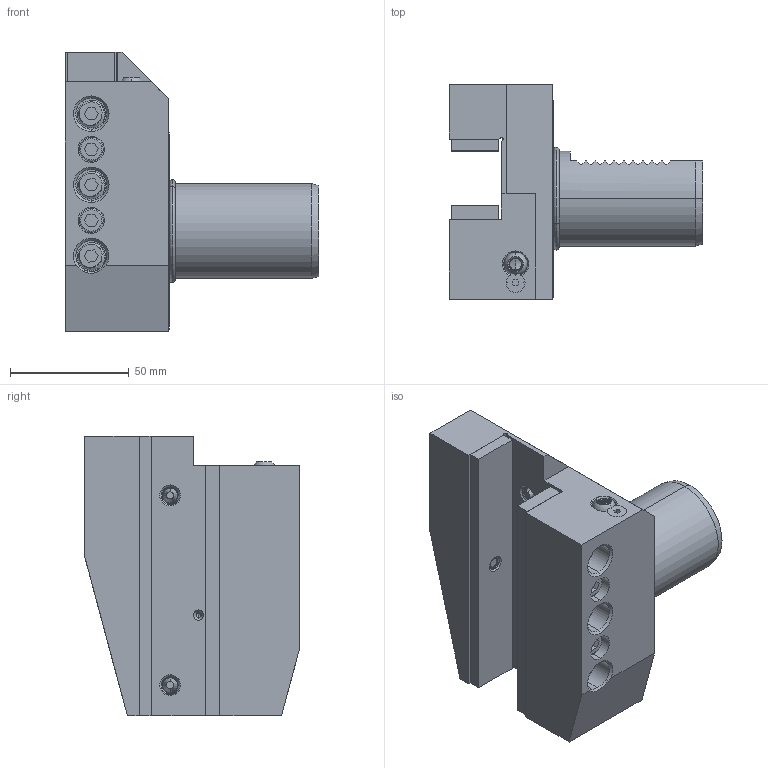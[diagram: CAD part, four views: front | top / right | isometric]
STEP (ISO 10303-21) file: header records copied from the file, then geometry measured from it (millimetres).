
FILE_DESCRIPTION (( 'STEP AP203' ), '1' );
FILE_NAME ('409.37.25.STEP', '2016-11-28T09:28:23', ( '' ), ( '' ), 'SwSTEP 2.0', 'SolidWorks 2012', '' );
FILE_SCHEMA (( 'CONFIG_CONTROL_DESIGN' ));
Products named in the file (13): 皿頭_M4xP0.7x8L; 409.37.25; M6x12; O型環39.4; 管螺文螺絲; 118x20x5; M6x30; M8尖頭螺絲; M12平頭螺絲25; 2-44100006N4出水銅嘴; VDI40    B7; 25x7.8; 105x20x6
Assembly tree (17 placements, depth 2):
  409.37.25
    VDI40    B7
    2-44100006N4出水銅嘴
    25x7.8  x2
    105x20x6
    118x20x5
    M12平頭螺絲25  x3
    M8尖頭螺絲  x2
    M6x30  x2
    M6x12
    O型環39.4
    管螺文螺絲
    皿頭_M4xP0.7x8L
Bounding box: 107 x 90.5 x 118 mm (x, y, z)
Volume: 400192 mm3; surface area: 83736.9 mm2
Topology: 34 solids, 34 shells, 869 faces, 2259 edges, 1469 vertices
Faces by surface type: cylinder 418, plane 179, cone 163, bspline 85, torus 22, sphere 2
Entity records: 95229 total; most frequent: CARTESIAN_POINT 78438, ORIENTED_EDGE 3716, DIRECTION 2575, EDGE_CURVE 1858, VERTEX_POINT 1210, AXIS2_PLACEMENT_3D 936, EDGE_LOOP 768, FACE_OUTER_BOUND 722
